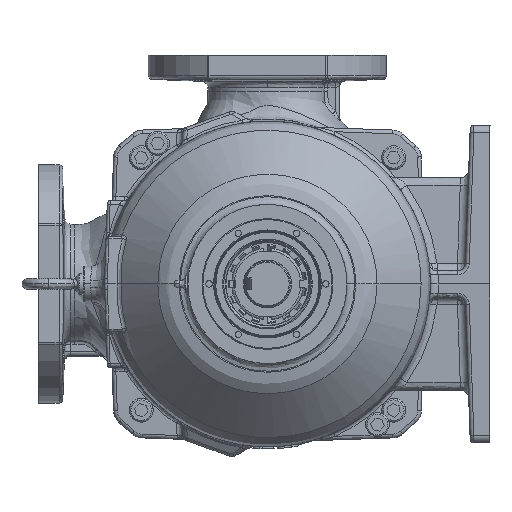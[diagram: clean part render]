
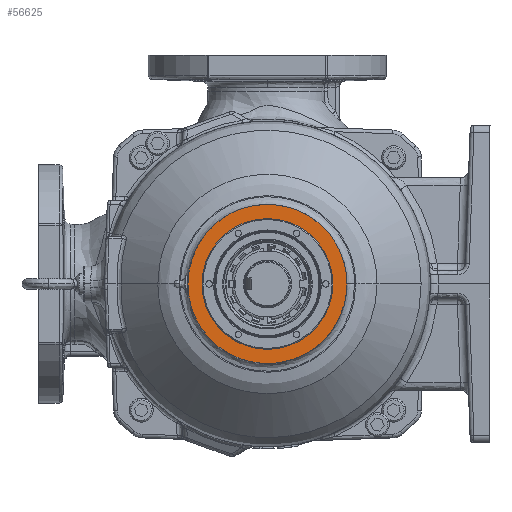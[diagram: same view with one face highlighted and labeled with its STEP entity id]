
A CAD part, left-side view. The second image highlights one B-rep face of the part: STEP entity #56625.
In plain terms, the highlighted planar face has unit normal (-1, 0, 0).
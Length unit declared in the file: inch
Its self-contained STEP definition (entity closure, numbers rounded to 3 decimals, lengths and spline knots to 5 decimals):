
#4044 = CARTESIAN_POINT ( 'NONE',  ( -10.09, 0.92362, 2.3373 ) ) ;
#4491 = CARTESIAN_POINT ( 'NONE',  ( -10.09, -2.17761, 1.24407 ) ) ;
#7148 = CARTESIAN_POINT ( 'NONE',  ( -10.09, -2.38214, -0.80086 ) ) ;
#7592 = CARTESIAN_POINT ( 'NONE',  ( -10.09, 0.45279, -2.46671 ) ) ;
#8032 = CARTESIAN_POINT ( 'NONE',  ( -10.09, 2.49391, -0.22074 ) ) ;
#9250 = EDGE_CURVE ( 'NONE', #92530, #130937, #73035, .T. ) ;
#10281 = EDGE_CURVE ( 'NONE', #32444, #134645, #134298, .T. ) ;
#14041 = CARTESIAN_POINT ( 'NONE',  ( -10.09, 2.49391, 0.22074 ) ) ;
#14497 = CARTESIAN_POINT ( 'NONE',  ( -10.09, 0.45279, 2.46671 ) ) ;
#14950 = CARTESIAN_POINT ( 'NONE',  ( -10.09, -2.38214, 0.80086 ) ) ;
#15974 = CARTESIAN_POINT ( 'NONE',  ( -10.09, 0., 0. ) ) ;
#17602 = CARTESIAN_POINT ( 'NONE',  ( -10.09, -2.17761, -1.24407 ) ) ;
#17781 = ORIENTED_EDGE ( 'NONE', *, *, #9250, .F. ) ;
#18056 = CARTESIAN_POINT ( 'NONE',  ( -10.09, 0.92362, -2.3373 ) ) ;
#18489 = CARTESIAN_POINT ( 'NONE',  ( -10.09, 2.5, 0. ) ) ;
#22443 = FACE_BOUND ( 'NONE', #54816, .T. ) ;
#24525 = CARTESIAN_POINT ( 'NONE',  ( -10.09, 2.43671, 0.60001 ) ) ;
#24971 = CARTESIAN_POINT ( 'NONE',  ( -10.09, -0.19548, 2.50029 ) ) ;
#25419 = CARTESIAN_POINT ( 'NONE',  ( -10.09, -2.48686, 0.32426 ) ) ;
#26449 = DIRECTION ( 'NONE',  ( 0., 0., -1. ) ) ;
#28092 = CARTESIAN_POINT ( 'NONE',  ( -10.09, -1.78536, -1.7613 ) ) ;
#28537 = CARTESIAN_POINT ( 'NONE',  ( -10.09, 1.35572, -2.1099 ) ) ;
#32444 = VERTEX_POINT ( 'NONE', #100862 ) ;
#35020 = CARTESIAN_POINT ( 'NONE',  ( -10.09, 2.2945, 1.0124 ) ) ;
#35465 = CARTESIAN_POINT ( 'NONE',  ( -10.09, -0.67716, 2.42022 ) ) ;
#35920 = CARTESIAN_POINT ( 'NONE',  ( -10.09, -2.5, 0. ) ) ;
#38596 = CARTESIAN_POINT ( 'NONE',  ( -10.09, -1.41362, -2.0779 ) ) ;
#39054 = CARTESIAN_POINT ( 'NONE',  ( -10.09, 1.85184, -1.69126 ) ) ;
#41638 = AXIS2_PLACEMENT_3D ( 'NONE', #15974, #88895, #26449 ) ;
#43096 = CARTESIAN_POINT ( 'NONE',  ( -10.09, 0., 0. ) ) ;
#43401 = CARTESIAN_POINT ( 'NONE',  ( -10.09, 2.5, 0. ) ) ;
#45503 = CARTESIAN_POINT ( 'NONE',  ( -10.09, 1.95779, 1.56739 ) ) ;
#45931 = CARTESIAN_POINT ( 'NONE',  ( -10.09, -1.13045, 2.2387 ) ) ;
#48566 = CARTESIAN_POINT ( 'NONE',  ( -10.09, -2.5, 0. ) ) ;
#49018 = CARTESIAN_POINT ( 'NONE',  ( -10.09, -0.98263, -2.3074 ) ) ;
#49467 = CARTESIAN_POINT ( 'NONE',  ( -10.09, 2.14866, -1.30355 ) ) ;
#52727 = CARTESIAN_POINT ( 'NONE',  ( -10.09, 0., 0. ) ) ;
#53550 = DIRECTION ( 'NONE',  ( 0., 0., -1. ) ) ;
#54183 = AXIS2_PLACEMENT_3D ( 'NONE', #43096, #116005, #53550 ) ;
#54816 = EDGE_LOOP ( 'NONE', ( #93689, #17781 ) ) ;
#55976 = CARTESIAN_POINT ( 'NONE',  ( -10.09, 1.62077, 1.92071 ) ) ;
#56434 = CARTESIAN_POINT ( 'NONE',  ( -10.09, -1.66717, 1.87356 ) ) ;
#56625 = ADVANCED_FACE ( 'NONE', ( #130153, #22443 ), #77982, .F. ) ;
#59084 = CARTESIAN_POINT ( 'NONE',  ( -10.09, -2.5, -0.16213 ) ) ;
#59541 = CARTESIAN_POINT ( 'NONE',  ( -10.09, -0.35749, -2.48231 ) ) ;
#59988 = CARTESIAN_POINT ( 'NONE',  ( -10.09, 2.35542, -0.8612 ) ) ;
#63280 = DIRECTION ( 'NONE',  ( 0., 0., -1. ) ) ;
#66041 = CARTESIAN_POINT ( 'NONE',  ( -10.09, 2.5, 0. ) ) ;
#66502 = CARTESIAN_POINT ( 'NONE',  ( -10.09, 1.2158, 2.19352 ) ) ;
#66952 = CARTESIAN_POINT ( 'NONE',  ( -10.09, -2.00247, 1.5186 ) ) ;
#68035 = CARTESIAN_POINT ( 'NONE',  ( -10.09, 0., -2.0575 ) ) ;
#69583 = CARTESIAN_POINT ( 'NONE',  ( -10.09, -2.46057, -0.48497 ) ) ;
#70042 = CARTESIAN_POINT ( 'NONE',  ( -10.09, 0.13002, -2.5098 ) ) ;
#70467 = CARTESIAN_POINT ( 'NONE',  ( -10.09, 2.48173, -0.33067 ) ) ;
#71092 = AXIS2_PLACEMENT_3D ( 'NONE', #52727, #125704, #63280 ) ;
#73035 = CIRCLE ( 'NONE', #71092, 2.0575 ) ;
#76098 = EDGE_LOOP ( 'NONE', ( #99257, #122829 ) ) ;
#76958 = CARTESIAN_POINT ( 'NONE',  ( -10.09, 0.61208, 2.43209 ) ) ;
#77420 = CARTESIAN_POINT ( 'NONE',  ( -10.09, -2.25382, 1.09998 ) ) ;
#77982 = PLANE ( 'NONE',  #41638 ) ;
#80057 = CARTESIAN_POINT ( 'NONE',  ( -10.09, -2.25382, -1.09998 ) ) ;
#80498 = CARTESIAN_POINT ( 'NONE',  ( -10.09, 0.61208, -2.43209 ) ) ;
#80933 = CARTESIAN_POINT ( 'NONE',  ( -10.09, 2.5, -0.11037 ) ) ;
#86965 = CARTESIAN_POINT ( 'NONE',  ( -10.09, 2.48173, 0.33067 ) ) ;
#87429 = CARTESIAN_POINT ( 'NONE',  ( -10.09, 0.13002, 2.5098 ) ) ;
#87879 = CARTESIAN_POINT ( 'NONE',  ( -10.09, -2.46057, 0.48497 ) ) ;
#88895 = DIRECTION ( 'NONE',  ( 1., 0., 0. ) ) ;
#90539 = CARTESIAN_POINT ( 'NONE',  ( -10.09, -2.00247, -1.5186 ) ) ;
#90986 = CARTESIAN_POINT ( 'NONE',  ( -10.09, 1.2158, -2.19352 ) ) ;
#92530 = VERTEX_POINT ( 'NONE', #103258 ) ;
#93689 = ORIENTED_EDGE ( 'NONE', *, *, #125324, .F. ) ;
#95054 = CIRCLE ( 'NONE', #54183, 2.0575 ) ;
#97435 = CARTESIAN_POINT ( 'NONE',  ( -10.09, 2.35542, 0.8612 ) ) ;
#97894 = CARTESIAN_POINT ( 'NONE',  ( -10.09, -0.35749, 2.48231 ) ) ;
#98350 = CARTESIAN_POINT ( 'NONE',  ( -10.09, -2.5, 0.16213 ) ) ;
#99257 = ORIENTED_EDGE ( 'NONE', *, *, #129541, .F. ) ;
#100152 = B_SPLINE_CURVE_WITH_KNOTS ( 'NONE', 5,
 ( #66041, #128467, #14041, #86965, #24525, #97435, #35020, #107902, #45503, #118435, #55976, #128928, #66502, #4044, #76958, #14497, #87429, #24971, #97894, #35465, #108361, #45931, #118887, #56434, #129389, #66952, #4491, #77420, #14950, #87879, #25419, #98350, #35920 ),
 .UNSPECIFIED., .F., .F.,
 ( 6, 3, 3, 3, 3, 3, 3, 3, 3, 3, 6 ),
 ( 0., 0.01395, 0.03445, 0.05496, 0.07547, 0.09597, 0.11648, 0.13699, 0.1575, 0.178, 0.19849 ),
 .UNSPECIFIED. ) ;
#100862 = CARTESIAN_POINT ( 'NONE',  ( -10.09, -2.5, 0. ) ) ;
#100992 = CARTESIAN_POINT ( 'NONE',  ( -10.09, -1.66717, -1.87356 ) ) ;
#101435 = CARTESIAN_POINT ( 'NONE',  ( -10.09, 1.62077, -1.92071 ) ) ;
#103258 = CARTESIAN_POINT ( 'NONE',  ( -10.09, 0., 2.0575 ) ) ;
#107902 = CARTESIAN_POINT ( 'NONE',  ( -10.09, 2.14866, 1.30355 ) ) ;
#108361 = CARTESIAN_POINT ( 'NONE',  ( -10.09, -0.98263, 2.3074 ) ) ;
#111446 = CARTESIAN_POINT ( 'NONE',  ( -10.09, -1.13045, -2.2387 ) ) ;
#111888 = CARTESIAN_POINT ( 'NONE',  ( -10.09, 1.95779, -1.56739 ) ) ;
#116005 = DIRECTION ( 'NONE',  ( -1., 0., 0. ) ) ;
#118435 = CARTESIAN_POINT ( 'NONE',  ( -10.09, 1.85184, 1.69126 ) ) ;
#118887 = CARTESIAN_POINT ( 'NONE',  ( -10.09, -1.41362, 2.0779 ) ) ;
#122010 = CARTESIAN_POINT ( 'NONE',  ( -10.09, -0.67716, -2.42022 ) ) ;
#122459 = CARTESIAN_POINT ( 'NONE',  ( -10.09, 2.2945, -1.0124 ) ) ;
#122829 = ORIENTED_EDGE ( 'NONE', *, *, #10281, .F. ) ;
#125324 = EDGE_CURVE ( 'NONE', #130937, #92530, #95054, .T. ) ;
#125704 = DIRECTION ( 'NONE',  ( -1., 0., 0. ) ) ;
#128467 = CARTESIAN_POINT ( 'NONE',  ( -10.09, 2.5, 0.11037 ) ) ;
#128928 = CARTESIAN_POINT ( 'NONE',  ( -10.09, 1.35572, 2.1099 ) ) ;
#129389 = CARTESIAN_POINT ( 'NONE',  ( -10.09, -1.78536, 1.7613 ) ) ;
#129541 = EDGE_CURVE ( 'NONE', #134645, #32444, #100152, .T. ) ;
#130153 = FACE_OUTER_BOUND ( 'NONE', #76098, .T. ) ;
#130937 = VERTEX_POINT ( 'NONE', #68035 ) ;
#132038 = CARTESIAN_POINT ( 'NONE',  ( -10.09, -2.48686, -0.32426 ) ) ;
#132474 = CARTESIAN_POINT ( 'NONE',  ( -10.09, -0.19548, -2.50029 ) ) ;
#132914 = CARTESIAN_POINT ( 'NONE',  ( -10.09, 2.43671, -0.60001 ) ) ;
#134298 = B_SPLINE_CURVE_WITH_KNOTS ( 'NONE', 5,
 ( #48566, #59084, #132038, #69583, #7148, #80057, #17602, #90539, #28092, #100992, #38596, #111446, #49018, #122010, #59541, #132474, #70042, #7592, #80498, #18056, #90986, #28537, #101435, #39054, #111888, #49467, #122459, #59988, #132914, #70467, #8032, #80933, #18489 ),
 .UNSPECIFIED., .F., .F.,
 ( 6, 3, 3, 3, 3, 3, 3, 3, 3, 3, 6 ),
 ( 0., 0.02049, 0.04099, 0.0615, 0.08201, 0.10251, 0.12302, 0.14353, 0.16404, 0.18454, 0.19849 ),
 .UNSPECIFIED. ) ;
#134645 = VERTEX_POINT ( 'NONE', #43401 ) ;
